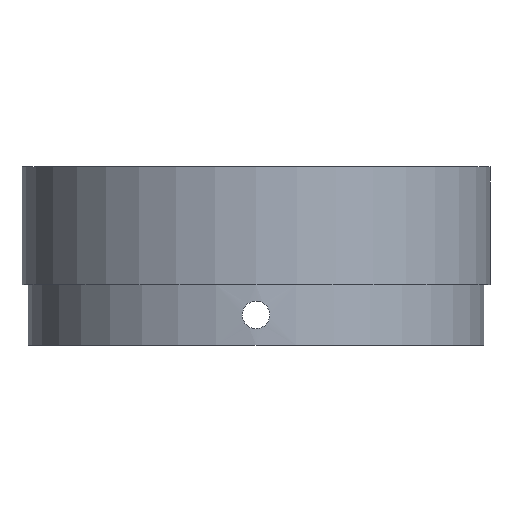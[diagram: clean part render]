
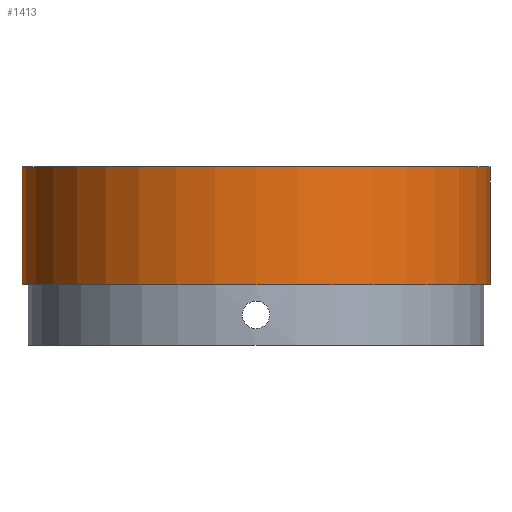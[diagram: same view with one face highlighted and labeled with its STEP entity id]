
A CAD part, front view. The second image highlights one B-rep face of the part: STEP entity #1413.
In plain terms, the highlighted cylindrical face has radius 17.462 mm (diameter 34.925 mm), a partial arc.
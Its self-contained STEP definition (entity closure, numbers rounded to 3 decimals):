
#20 = AXIS2_PLACEMENT_3D ( 'NONE', #830, #1367, #310 ) ;
#48 = CARTESIAN_POINT ( 'NONE',  ( 0., 0., 8.8 ) ) ;
#51 = CIRCLE ( 'NONE', #20, 17.462 ) ;
#69 = CARTESIAN_POINT ( 'NONE',  ( 17.462, 0., 0. ) ) ;
#113 = ORIENTED_EDGE ( 'NONE', *, *, #626, .F. ) ;
#127 = EDGE_LOOP ( 'NONE', ( #874, #113, #858, #476 ) ) ;
#139 = CYLINDRICAL_SURFACE ( 'NONE', #248, 17.462 ) ;
#248 = AXIS2_PLACEMENT_3D ( 'NONE', #48, #563, #1580 ) ;
#293 = FACE_OUTER_BOUND ( 'NONE', #127, .T. ) ;
#310 = DIRECTION ( 'NONE',  ( 1., 0., 0. ) ) ;
#369 = CARTESIAN_POINT ( 'NONE',  ( -17.462, 0., 0. ) ) ;
#389 = CARTESIAN_POINT ( 'NONE',  ( -17.462, 0., 8.8 ) ) ;
#397 = LINE ( 'NONE', #389, #1447 ) ;
#403 = VERTEX_POINT ( 'NONE', #932 ) ;
#457 = EDGE_CURVE ( 'NONE', #403, #755, #397, .T. ) ;
#476 = ORIENTED_EDGE ( 'NONE', *, *, #640, .T. ) ;
#563 = DIRECTION ( 'NONE',  ( 0., 0., -1. ) ) ;
#626 = EDGE_CURVE ( 'NONE', #403, #1022, #1581, .T. ) ;
#640 = EDGE_CURVE ( 'NONE', #755, #1571, #51, .T. ) ;
#661 = LINE ( 'NONE', #701, #867 ) ;
#701 = CARTESIAN_POINT ( 'NONE',  ( 17.462, 0., 8.8 ) ) ;
#737 = CARTESIAN_POINT ( 'NONE',  ( 17.462, 0., 8.8 ) ) ;
#755 = VERTEX_POINT ( 'NONE', #369 ) ;
#830 = CARTESIAN_POINT ( 'NONE',  ( 0., 0., 0. ) ) ;
#835 = AXIS2_PLACEMENT_3D ( 'NONE', #1348, #1215, #979 ) ;
#858 = ORIENTED_EDGE ( 'NONE', *, *, #457, .T. ) ;
#867 = VECTOR ( 'NONE', #1190, 1000. ) ;
#874 = ORIENTED_EDGE ( 'NONE', *, *, #943, .F. ) ;
#896 = DIRECTION ( 'NONE',  ( 0., 0., -1. ) ) ;
#932 = CARTESIAN_POINT ( 'NONE',  ( -17.462, 0., 8.8 ) ) ;
#943 = EDGE_CURVE ( 'NONE', #1022, #1571, #661, .T. ) ;
#979 = DIRECTION ( 'NONE',  ( 1., 0., 0. ) ) ;
#1022 = VERTEX_POINT ( 'NONE', #737 ) ;
#1190 = DIRECTION ( 'NONE',  ( 0., 0., -1. ) ) ;
#1215 = DIRECTION ( 'NONE',  ( 0., 0., 1. ) ) ;
#1348 = CARTESIAN_POINT ( 'NONE',  ( 0., 0., 8.8 ) ) ;
#1367 = DIRECTION ( 'NONE',  ( 0., 0., 1. ) ) ;
#1413 = ADVANCED_FACE ( 'NONE', ( #293 ), #139, .T. ) ;
#1447 = VECTOR ( 'NONE', #896, 1000. ) ;
#1571 = VERTEX_POINT ( 'NONE', #69 ) ;
#1580 = DIRECTION ( 'NONE',  ( -1., 0., 0. ) ) ;
#1581 = CIRCLE ( 'NONE', #835, 17.462 ) ;
